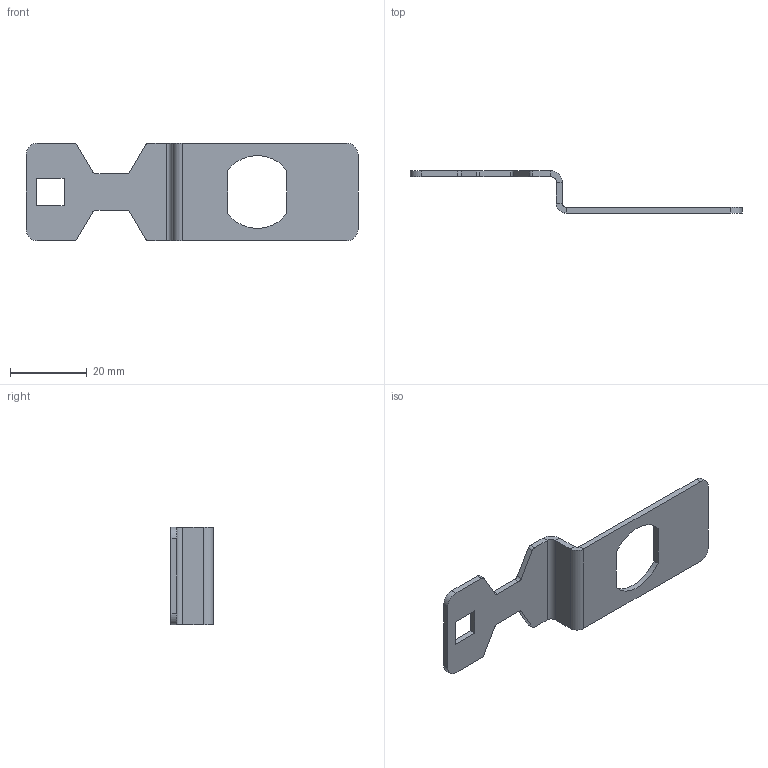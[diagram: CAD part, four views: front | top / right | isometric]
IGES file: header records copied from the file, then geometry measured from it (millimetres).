
Start section:  PTC IGES file: 156760.igs
Global section: file name: 156760.igs; native system: Pro/ENGINEER by Parametric Technology Corporation; preprocessor: 2009141; author: banengservice; organization: Unknown; date: 20111006.103238; units: inch
Bounding box: 86.57 x 11 x 25.4 mm (x, y, z)
Volume: 2830.3 mm3; surface area: 4241.6 mm2
Topology: 1 solids, 1 shells, 202 faces, 557 edges, 366 vertices
Faces by surface type: bspline 184, revolution 18
